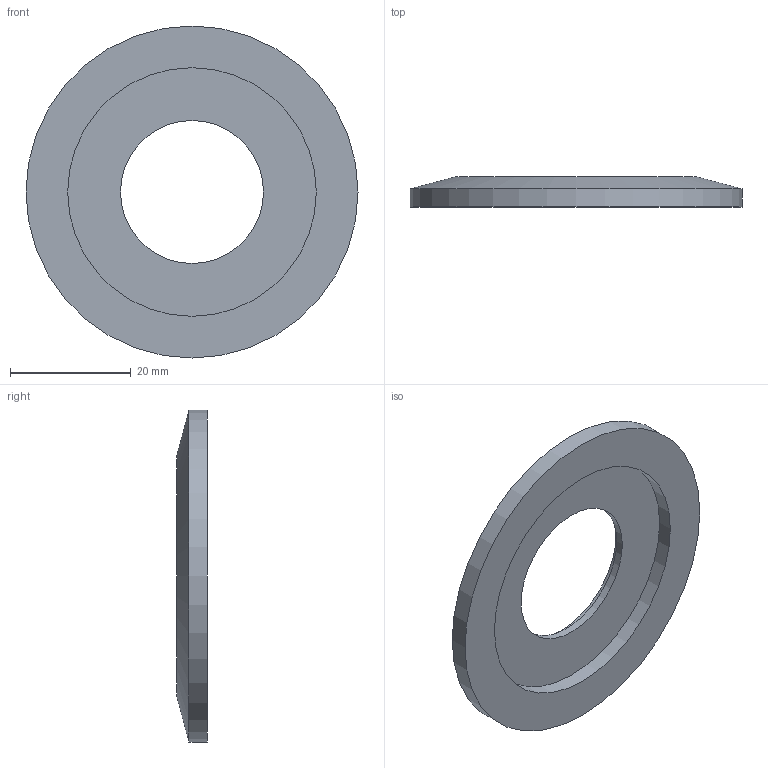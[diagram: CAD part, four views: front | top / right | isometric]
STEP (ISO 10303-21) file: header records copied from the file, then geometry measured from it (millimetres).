
FILE_DESCRIPTION(/* description */ (''),/* implementation_level */ '2;1');
FILE_NAME(/* name */ 'FL-40KF-25W.stp',/* time_stamp */ '2018-03-28T15:39:37+01:00',/* author */ ('paul'),/* organization */ (''),/* preprocessor_version */ 'ST-DEVELOPER v17',/* originating_system */ 'Autodesk Inventor 2018',/* authorisation */ '');
FILE_SCHEMA (('AUTOMOTIVE_DESIGN { 1 0 10303 214 3 1 1 }'));
Length unit declared in the file: millimetre
Products named in the file (1): FL-40KF-25W
Bounding box: 55 x 5 x 55 mm (x, y, z)
Volume: 6177.2 mm3; surface area: 4944.3 mm2
Topology: 1 solids, 1 shells, 9 faces, 23 edges, 18 vertices
Faces by surface type: cylinder 4, plane 4, cone 1
Full cylindrical faces by diameter (mm): 23.7 x1, 25.7 x1, 41.2 x1, 55 x1
Entity records: 342 total; most frequent: DIRECTION 61, CARTESIAN_POINT 51, ORIENTED_EDGE 46, AXIS2_PLACEMENT_3D 28, EDGE_CURVE 23, CIRCLE 18, VERTEX_POINT 18, EDGE_LOOP 13
